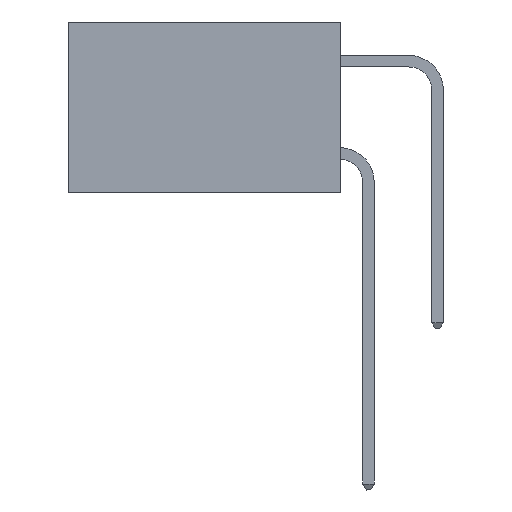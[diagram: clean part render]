
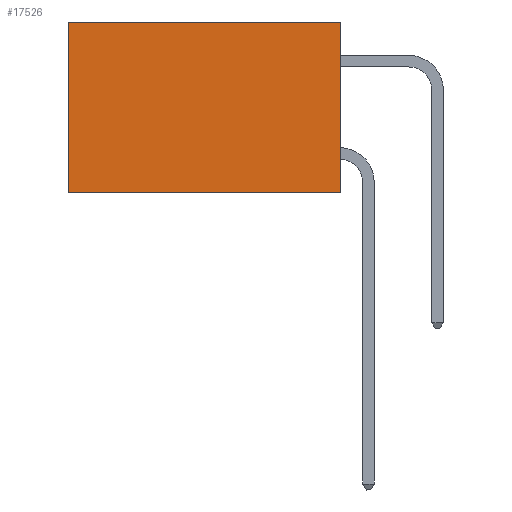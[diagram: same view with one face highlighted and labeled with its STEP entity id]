
A CAD part, left-side view. The second image highlights one B-rep face of the part: STEP entity #17526.
In plain terms, the highlighted planar face has unit normal (-1, 0, 0).
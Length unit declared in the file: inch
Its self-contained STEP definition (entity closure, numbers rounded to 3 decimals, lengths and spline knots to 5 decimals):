
#1665 = EDGE_LOOP ( 'NONE', ( #12705, #3674, #13916, #3401 ) ) ;
#2131 = CARTESIAN_POINT ( 'NONE',  ( 0.277, 0., -0.37 ) ) ;
#2773 = DIRECTION ( 'NONE',  ( 0., 0., -1. ) ) ;
#2965 = CARTESIAN_POINT ( 'NONE',  ( 0.277, 0., -0.37 ) ) ;
#3127 = VERTEX_POINT ( 'NONE', #11194 ) ;
#3401 = ORIENTED_EDGE ( 'NONE', *, *, #14179, .T. ) ;
#3674 = ORIENTED_EDGE ( 'NONE', *, *, #23779, .F. ) ;
#4034 = CARTESIAN_POINT ( 'NONE',  ( 0.277, 0.59, 0. ) ) ;
#4120 = AXIS2_PLACEMENT_3D ( 'NONE', #9534, #4955, #7307 ) ;
#4391 = VECTOR ( 'NONE', #17387, 39.37008 ) ;
#4955 = DIRECTION ( 'NONE',  ( 1., 0., 0. ) ) ;
#5142 = CARTESIAN_POINT ( 'NONE',  ( 0.277, 0.59, -0.37 ) ) ;
#6388 = VERTEX_POINT ( 'NONE', #4034 ) ;
#6483 = EDGE_CURVE ( 'NONE', #3127, #13012, #11664, .T. ) ;
#7307 = DIRECTION ( 'NONE',  ( 0., 0., -1. ) ) ;
#7627 = EDGE_CURVE ( 'NONE', #6388, #14719, #21565, .T. ) ;
#9020 = FACE_OUTER_BOUND ( 'NONE', #1665, .T. ) ;
#9534 = CARTESIAN_POINT ( 'NONE',  ( 0.277, 0., -0.37 ) ) ;
#10444 = VECTOR ( 'NONE', #2773, 39.37008 ) ;
#11194 = CARTESIAN_POINT ( 'NONE',  ( 0.277, 0., 0. ) ) ;
#11664 = LINE ( 'NONE', #2965, #10444 ) ;
#12705 = ORIENTED_EDGE ( 'NONE', *, *, #7627, .T. ) ;
#12801 = VECTOR ( 'NONE', #20666, 39.37008 ) ;
#13012 = VERTEX_POINT ( 'NONE', #2131 ) ;
#13916 = ORIENTED_EDGE ( 'NONE', *, *, #6483, .F. ) ;
#14179 = EDGE_CURVE ( 'NONE', #3127, #6388, #17956, .T. ) ;
#14719 = VERTEX_POINT ( 'NONE', #5142 ) ;
#16966 = DIRECTION ( 'NONE',  ( 0., 1., 0. ) ) ;
#17387 = DIRECTION ( 'NONE',  ( 0., 0., -1. ) ) ;
#17433 = CARTESIAN_POINT ( 'NONE',  ( 0.277, 0.59, -0.37 ) ) ;
#17526 = ADVANCED_FACE ( 'NONE', ( #9020 ), #21102, .F. ) ;
#17956 = LINE ( 'NONE', #18755, #12801 ) ;
#18755 = CARTESIAN_POINT ( 'NONE',  ( 0.277, 0., 0. ) ) ;
#18909 = CARTESIAN_POINT ( 'NONE',  ( 0.277, 0., -0.37 ) ) ;
#19289 = LINE ( 'NONE', #18909, #23134 ) ;
#20666 = DIRECTION ( 'NONE',  ( 0., 1., 0. ) ) ;
#21102 = PLANE ( 'NONE',  #4120 ) ;
#21565 = LINE ( 'NONE', #17433, #4391 ) ;
#23134 = VECTOR ( 'NONE', #16966, 39.37008 ) ;
#23779 = EDGE_CURVE ( 'NONE', #13012, #14719, #19289, .T. ) ;
